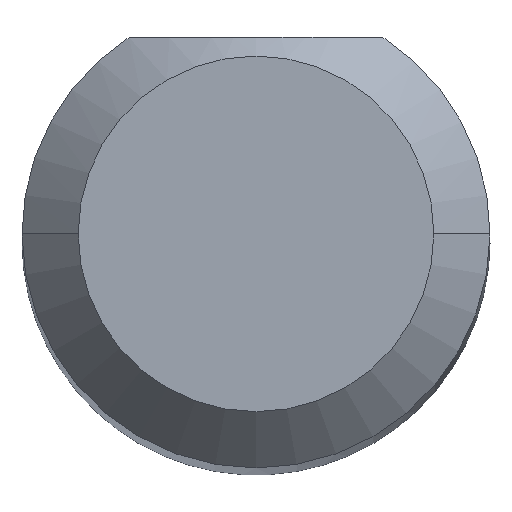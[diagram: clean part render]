
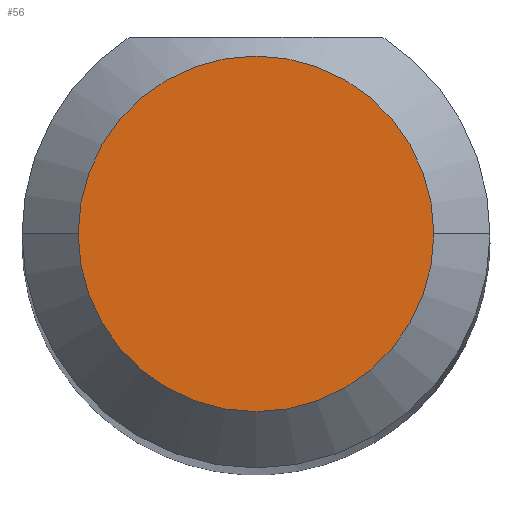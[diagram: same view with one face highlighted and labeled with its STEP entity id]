
A CAD part, top view. The second image highlights one B-rep face of the part: STEP entity #56.
In plain terms, the highlighted planar face has unit normal (0, 0, 1).
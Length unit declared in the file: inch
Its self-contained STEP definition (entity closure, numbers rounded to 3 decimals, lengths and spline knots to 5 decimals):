
#11 = VERTEX_POINT ( 'NONE', #398 ) ;
#56 = ADVANCED_FACE ( 'NONE', ( #255 ), #374, .T. ) ;
#59 = CARTESIAN_POINT ( 'NONE',  ( 0., 0., 1.5 ) ) ;
#66 = CARTESIAN_POINT ( 'NONE',  ( 0., 0., 1.5 ) ) ;
#112 = DIRECTION ( 'NONE',  ( 1., 0., 0. ) ) ;
#138 = CIRCLE ( 'NONE', #649, 0.0475 ) ;
#203 = CARTESIAN_POINT ( 'NONE',  ( 0., 0., 1.5 ) ) ;
#228 = AXIS2_PLACEMENT_3D ( 'NONE', #203, #363, #462 ) ;
#237 = EDGE_LOOP ( 'NONE', ( #578, #458 ) ) ;
#255 = FACE_OUTER_BOUND ( 'NONE', #237, .T. ) ;
#261 = CIRCLE ( 'NONE', #294, 0.0475 ) ;
#294 = AXIS2_PLACEMENT_3D ( 'NONE', #59, #575, #424 ) ;
#363 = DIRECTION ( 'NONE',  ( 0., 0., 1. ) ) ;
#374 = PLANE ( 'NONE',  #228 ) ;
#398 = CARTESIAN_POINT ( 'NONE',  ( 0.0475, 0., 1.5 ) ) ;
#424 = DIRECTION ( 'NONE',  ( 1., 0., 0. ) ) ;
#458 = ORIENTED_EDGE ( 'NONE', *, *, #530, .T. ) ;
#462 = DIRECTION ( 'NONE',  ( 1., 0., 0. ) ) ;
#525 = EDGE_CURVE ( 'NONE', #550, #11, #138, .T. ) ;
#530 = EDGE_CURVE ( 'NONE', #11, #550, #261, .T. ) ;
#550 = VERTEX_POINT ( 'NONE', #633 ) ;
#568 = DIRECTION ( 'NONE',  ( 0., 0., 1. ) ) ;
#575 = DIRECTION ( 'NONE',  ( 0., 0., 1. ) ) ;
#578 = ORIENTED_EDGE ( 'NONE', *, *, #525, .T. ) ;
#633 = CARTESIAN_POINT ( 'NONE',  ( -0.0475, 0., 1.5 ) ) ;
#649 = AXIS2_PLACEMENT_3D ( 'NONE', #66, #568, #112 ) ;
